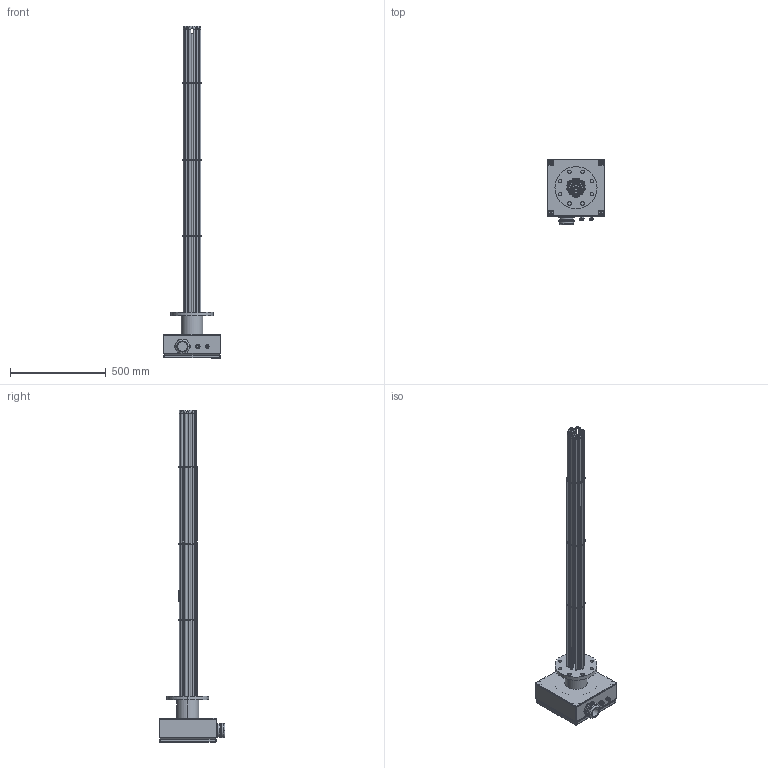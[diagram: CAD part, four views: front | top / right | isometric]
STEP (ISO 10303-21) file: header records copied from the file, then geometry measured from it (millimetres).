
FILE_DESCRIPTION (( 'STEP AP214' ), '1' );
FILE_NAME ('180013 - SSFHK 60 kW DN100 ET 1500 STEP.STEP', '2021-06-08T10:10:42', ( '' ), ( '' ), 'SwSTEP 2.0', 'SolidWorks 2021', '' );
FILE_SCHEMA (( 'AUTOMOTIVE_DESIGN' ));
Length unit declared in the file: millimetre
Products named in the file (21): Messingbrücken^SSFHK_TYP C - DN100 - 9 RHK; KV M16 WT MS^Kabelverschraubung_SSFHK; Anschlusskasten^SSFHK_300x300x120; Distanzscheiben^SSFHK_DN100 - 9 RHK; STB TF^Fühlerschutzrohre_SSFHK_1500 mm; AK 300x300x120^Anschlusskasten_SSFHK; KV M63 Skintop^Kabelverschraubung_SSFHK; Kühlstrecke^SSFHK_DN100; WB 10er^Fühlerschutzrohre_SSFHK; Kabelverschraubung^SSFHK_M63+M20+M16; Flansch^SSFHK_DN100 - 9 RHK; Rohrheizkörper^SSFHK_DN100 - 9 RHK - 1500 mm; FSR STB^Fühlerschutzrohre_SSFHK; BODY 300^AK 300x300x120_Anschlusskasten_SSFHK; Anschlusskastenplatte^SSFHK_300; 180013 - SSFHK 60 kW DN100 ET 1500 STEP; RHK^Rohrheizkörper_SSFHK_ET 1500; Fühlerschutzrohre^SSFHK_DN100 - 1500 mm; DECKEL 300^AK 300x300x120_Anschlusskasten_SSFHK; VM^SSFHK_DN100 - 9 RHK - 1500mm; KV M20 WT MS^Kabelverschraubung_SSFHK
Assembly tree (30 placements, depth 4):
  180013 - SSFHK 60 kW DN100 ET 1500 STEP
    Flansch^SSFHK_DN100 - 9 RHK
    Rohrheizkörper^SSFHK_DN100 - 9 RHK - 1500 mm
      RHK^Rohrheizkörper_SSFHK_ET 1500  x9
    Distanzscheiben^SSFHK_DN100 - 9 RHK  x3
    Kühlstrecke^SSFHK_DN100
    Anschlusskastenplatte^SSFHK_300
    Fühlerschutzrohre^SSFHK_DN100 - 1500 mm
      FSR STB^Fühlerschutzrohre_SSFHK
      STB TF^Fühlerschutzrohre_SSFHK_1500 mm
      WB 10er^Fühlerschutzrohre_SSFHK
    Anschlusskasten^SSFHK_300x300x120
      AK 300x300x120^Anschlusskasten_SSFHK
        BODY 300^AK 300x300x120_Anschlusskasten_SSFHK
        DECKEL 300^AK 300x300x120_Anschlusskasten_SSFHK
    Kabelverschraubung^SSFHK_M63+M20+M16
      KV M16 WT MS^Kabelverschraubung_SSFHK
      KV M20 WT MS^Kabelverschraubung_SSFHK
      KV M63 Skintop^Kabelverschraubung_SSFHK
    Messingbrücken^SSFHK_TYP C - DN100 - 9 RHK
    VM^SSFHK_DN100 - 9 RHK - 1500mm
Bounding box: 300 x 344.5 x 1738 mm (x, y, z)
Volume: 2706436 mm3; surface area: 2783127.8 mm2
Topology: 32 solids, 32 shells, 2213 faces, 6156 edges, 4036 vertices
Faces by surface type: cylinder 1546, plane 515, torus 134, cone 16, bspline 2
Entity records: 38591 total; most frequent: CARTESIAN_POINT 7215, DIRECTION 6714, ORIENTED_EDGE 6144, EDGE_CURVE 3072, AXIS2_PLACEMENT_3D 2635, VERTEX_POINT 2012, CIRCLE 1466, VECTOR 1444
